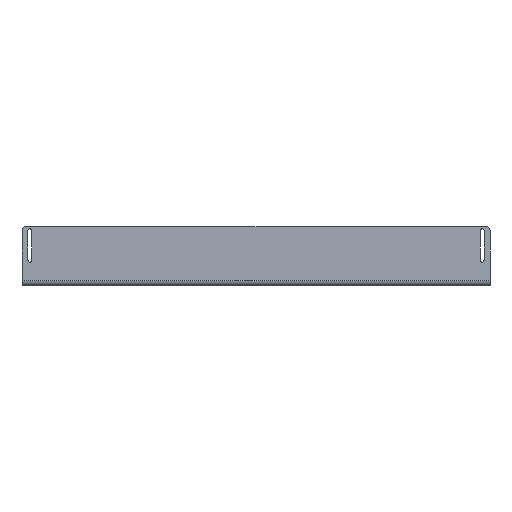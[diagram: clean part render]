
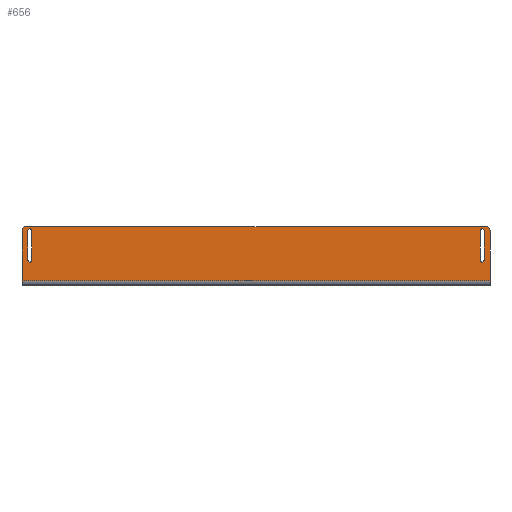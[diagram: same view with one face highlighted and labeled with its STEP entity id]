
A CAD part, top view. The second image highlights one B-rep face of the part: STEP entity #656.
In plain terms, the highlighted planar face has unit normal (0, 0, 1).
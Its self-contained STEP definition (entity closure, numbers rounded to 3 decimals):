
#52=CIRCLE('',#720,2.4);
#53=CIRCLE('',#721,2.4);
#54=CIRCLE('',#722,5.);
#55=CIRCLE('',#723,5.);
#56=CIRCLE('',#724,2.4);
#57=CIRCLE('',#725,2.4);
#104=ORIENTED_EDGE('',*,*,#296,.F.);
#105=ORIENTED_EDGE('',*,*,#297,.T.);
#106=ORIENTED_EDGE('',*,*,#298,.T.);
#107=ORIENTED_EDGE('',*,*,#299,.T.);
#108=ORIENTED_EDGE('',*,*,#300,.T.);
#109=ORIENTED_EDGE('',*,*,#301,.T.);
#110=ORIENTED_EDGE('',*,*,#302,.T.);
#111=ORIENTED_EDGE('',*,*,#303,.T.);
#112=ORIENTED_EDGE('',*,*,#304,.T.);
#113=ORIENTED_EDGE('',*,*,#305,.T.);
#114=ORIENTED_EDGE('',*,*,#306,.F.);
#115=ORIENTED_EDGE('',*,*,#307,.T.);
#116=ORIENTED_EDGE('',*,*,#308,.T.);
#117=ORIENTED_EDGE('',*,*,#309,.T.);
#296=EDGE_CURVE('',#392,#393,#440,.T.);
#297=EDGE_CURVE('',#392,#394,#52,.T.);
#298=EDGE_CURVE('',#394,#395,#441,.T.);
#299=EDGE_CURVE('',#395,#393,#53,.T.);
#300=EDGE_CURVE('',#396,#397,#442,.T.);
#301=EDGE_CURVE('',#397,#398,#54,.T.);
#302=EDGE_CURVE('',#398,#399,#443,.T.);
#303=EDGE_CURVE('',#399,#400,#444,.T.);
#304=EDGE_CURVE('',#400,#401,#445,.T.);
#305=EDGE_CURVE('',#401,#396,#55,.T.);
#306=EDGE_CURVE('',#402,#403,#446,.T.);
#307=EDGE_CURVE('',#402,#404,#56,.T.);
#308=EDGE_CURVE('',#404,#405,#447,.T.);
#309=EDGE_CURVE('',#405,#403,#57,.T.);
#392=VERTEX_POINT('',#1042);
#393=VERTEX_POINT('',#1043);
#394=VERTEX_POINT('',#1045);
#395=VERTEX_POINT('',#1047);
#396=VERTEX_POINT('',#1050);
#397=VERTEX_POINT('',#1051);
#398=VERTEX_POINT('',#1053);
#399=VERTEX_POINT('',#1055);
#400=VERTEX_POINT('',#1057);
#401=VERTEX_POINT('',#1059);
#402=VERTEX_POINT('',#1062);
#403=VERTEX_POINT('',#1063);
#404=VERTEX_POINT('',#1065);
#405=VERTEX_POINT('',#1067);
#440=LINE('',#1041,#504);
#441=LINE('',#1046,#505);
#442=LINE('',#1049,#506);
#443=LINE('',#1054,#507);
#444=LINE('',#1056,#508);
#445=LINE('',#1058,#509);
#446=LINE('',#1061,#510);
#447=LINE('',#1066,#511);
#504=VECTOR('',#827,1000.);
#505=VECTOR('',#830,1000.);
#506=VECTOR('',#833,1000.);
#507=VECTOR('',#836,1000.);
#508=VECTOR('',#837,1000.);
#509=VECTOR('',#838,1000.);
#510=VECTOR('',#841,1000.);
#511=VECTOR('',#844,1000.);
#556=EDGE_LOOP('',(#104,#105,#106,#107));
#557=EDGE_LOOP('',(#108,#109,#110,#111,#112,#113));
#558=EDGE_LOOP('',(#114,#115,#116,#117));
#600=FACE_BOUND('',#556,.T.);
#601=FACE_BOUND('',#557,.T.);
#602=FACE_BOUND('',#558,.T.);
#638=PLANE('',#719);
#656=ADVANCED_FACE('',(#600,#601,#602),#638,.T.);
#719=AXIS2_PLACEMENT_3D('',#1040,#825,#826);
#720=AXIS2_PLACEMENT_3D('',#1044,#828,#829);
#721=AXIS2_PLACEMENT_3D('',#1048,#831,#832);
#722=AXIS2_PLACEMENT_3D('',#1052,#834,#835);
#723=AXIS2_PLACEMENT_3D('',#1060,#839,#840);
#724=AXIS2_PLACEMENT_3D('',#1064,#842,#843);
#725=AXIS2_PLACEMENT_3D('',#1068,#845,#846);
#825=DIRECTION('',(0.,0.,1.));
#826=DIRECTION('',(1.,0.,0.));
#827=DIRECTION('',(0.,-1.,0.));
#828=DIRECTION('',(0.,0.,-1.));
#829=DIRECTION('',(-1.,0.,0.));
#830=DIRECTION('',(0.,-1.,0.));
#831=DIRECTION('',(0.,0.,-1.));
#832=DIRECTION('',(1.,0.,0.));
#833=DIRECTION('',(-1.,0.,0.));
#834=DIRECTION('',(0.,0.,1.));
#835=DIRECTION('',(1.,0.,0.));
#836=DIRECTION('',(0.,-1.,0.));
#837=DIRECTION('',(1.,0.,0.));
#838=DIRECTION('',(0.,1.,0.));
#839=DIRECTION('',(0.,0.,1.));
#840=DIRECTION('',(1.,0.,0.));
#841=DIRECTION('',(0.,-1.,0.));
#842=DIRECTION('',(0.,0.,-1.));
#843=DIRECTION('',(-1.,0.,0.));
#844=DIRECTION('',(0.,-1.,0.));
#845=DIRECTION('',(0.,0.,-1.));
#846=DIRECTION('',(1.,0.,0.));
#1040=CARTESIAN_POINT('',(0.,0.,3.));
#1041=CARTESIAN_POINT('',(287.6,32.5,3.));
#1042=CARTESIAN_POINT('',(287.6,32.5,3.));
#1043=CARTESIAN_POINT('',(287.6,-5.5,3.));
#1044=CARTESIAN_POINT('',(290.,32.5,3.));
#1045=CARTESIAN_POINT('',(292.4,32.5,3.));
#1046=CARTESIAN_POINT('',(292.4,32.5,3.));
#1047=CARTESIAN_POINT('',(292.4,-5.5,3.));
#1048=CARTESIAN_POINT('',(290.,-5.5,3.));
#1049=CARTESIAN_POINT('',(300.,37.5,3.));
#1050=CARTESIAN_POINT('',(295.,37.5,3.));
#1051=CARTESIAN_POINT('',(-295.,37.5,3.));
#1052=CARTESIAN_POINT('',(-295.,32.5,3.));
#1053=CARTESIAN_POINT('',(-300.,32.5,3.));
#1054=CARTESIAN_POINT('',(-300.,37.5,3.));
#1055=CARTESIAN_POINT('',(-300.,-31.5,3.));
#1056=CARTESIAN_POINT('',(-300.,-31.5,3.));
#1057=CARTESIAN_POINT('',(300.,-31.5,3.));
#1058=CARTESIAN_POINT('',(300.,-37.5,3.));
#1059=CARTESIAN_POINT('',(300.,32.5,3.));
#1060=CARTESIAN_POINT('',(295.,32.5,3.));
#1061=CARTESIAN_POINT('',(-292.4,32.5,3.));
#1062=CARTESIAN_POINT('',(-292.4,32.5,3.));
#1063=CARTESIAN_POINT('',(-292.4,-5.5,3.));
#1064=CARTESIAN_POINT('',(-290.,32.5,3.));
#1065=CARTESIAN_POINT('',(-287.6,32.5,3.));
#1066=CARTESIAN_POINT('',(-287.6,32.5,3.));
#1067=CARTESIAN_POINT('',(-287.6,-5.5,3.));
#1068=CARTESIAN_POINT('',(-290.,-5.5,3.));
